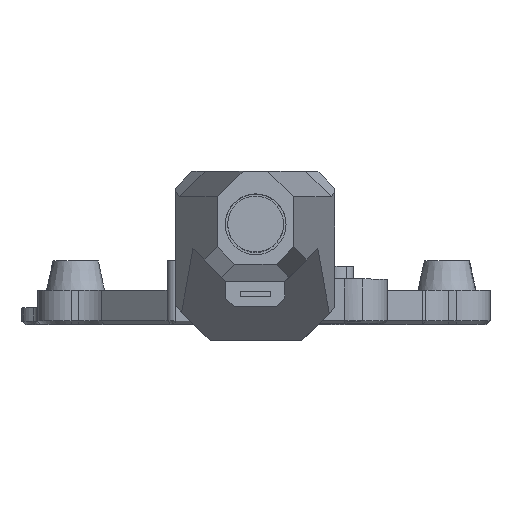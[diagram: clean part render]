
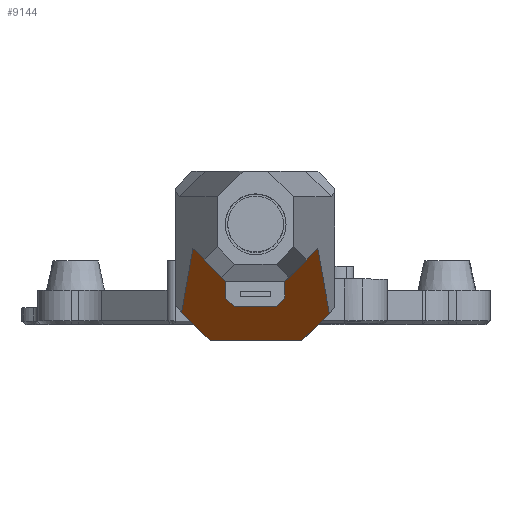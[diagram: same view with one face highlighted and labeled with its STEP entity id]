
A CAD part, top view. The second image highlights one B-rep face of the part: STEP entity #9144.
In plain terms, the highlighted planar face has unit normal (0, -0.707, 0.707).
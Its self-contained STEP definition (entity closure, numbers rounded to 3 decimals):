
#1048=FACE_OUTER_BOUND('',#1582,.T.);
#1582=EDGE_LOOP('',(#8218,#8219,#8220,#8221,#8222,#8223,#8224,#8225,#8226,
#8227,#8228,#8229));
#2398=LINE('',#15968,#3344);
#2411=LINE('',#15995,#3357);
#2548=LINE('',#16267,#3494);
#2550=LINE('',#16271,#3496);
#2555=LINE('',#16282,#3501);
#2558=LINE('',#16286,#3504);
#2559=LINE('',#16289,#3505);
#2560=LINE('',#16291,#3506);
#2561=LINE('',#16292,#3507);
#2562=LINE('',#16293,#3508);
#2563=LINE('',#16295,#3509);
#2564=LINE('',#16296,#3510);
#3344=VECTOR('',#12149,10.);
#3357=VECTOR('',#12172,10.);
#3494=VECTOR('',#12405,10.);
#3496=VECTOR('',#12409,10.);
#3501=VECTOR('',#12416,10.);
#3504=VECTOR('',#12421,10.);
#3505=VECTOR('',#12424,10.);
#3506=VECTOR('',#12425,10.);
#3507=VECTOR('',#12426,10.);
#3508=VECTOR('',#12427,10.);
#3509=VECTOR('',#12428,10.);
#3510=VECTOR('',#12429,10.);
#4258=VERTEX_POINT('',#15965);
#4259=VERTEX_POINT('',#15967);
#4267=VERTEX_POINT('',#15992);
#4268=VERTEX_POINT('',#15994);
#4354=VERTEX_POINT('',#16264);
#4355=VERTEX_POINT('',#16266);
#4356=VERTEX_POINT('',#16270);
#4360=VERTEX_POINT('',#16279);
#4361=VERTEX_POINT('',#16281);
#4362=VERTEX_POINT('',#16288);
#4363=VERTEX_POINT('',#16290);
#4364=VERTEX_POINT('',#16294);
#5504=EDGE_CURVE('',#4259,#4258,#2398,.F.);
#5518=EDGE_CURVE('',#4268,#4267,#2411,.T.);
#5655=EDGE_CURVE('',#4354,#4355,#2548,.F.);
#5657=EDGE_CURVE('',#4356,#4355,#2550,.T.);
#5662=EDGE_CURVE('',#4360,#4361,#2555,.F.);
#5665=EDGE_CURVE('',#4354,#4361,#2558,.T.);
#5666=EDGE_CURVE('',#4360,#4362,#2559,.T.);
#5667=EDGE_CURVE('',#4363,#4362,#2560,.F.);
#5668=EDGE_CURVE('',#4259,#4363,#2561,.T.);
#5669=EDGE_CURVE('',#4258,#4268,#2562,.T.);
#5670=EDGE_CURVE('',#4364,#4267,#2563,.T.);
#5671=EDGE_CURVE('',#4356,#4364,#2564,.F.);
#8218=ORIENTED_EDGE('',*,*,#5657,.T.);
#8219=ORIENTED_EDGE('',*,*,#5655,.F.);
#8220=ORIENTED_EDGE('',*,*,#5665,.T.);
#8221=ORIENTED_EDGE('',*,*,#5662,.F.);
#8222=ORIENTED_EDGE('',*,*,#5666,.T.);
#8223=ORIENTED_EDGE('',*,*,#5667,.F.);
#8224=ORIENTED_EDGE('',*,*,#5668,.F.);
#8225=ORIENTED_EDGE('',*,*,#5504,.T.);
#8226=ORIENTED_EDGE('',*,*,#5669,.T.);
#8227=ORIENTED_EDGE('',*,*,#5518,.T.);
#8228=ORIENTED_EDGE('',*,*,#5670,.F.);
#8229=ORIENTED_EDGE('',*,*,#5671,.F.);
#8650=PLANE('',#9951);
#9144=ADVANCED_FACE('',(#1048),#8650,.T.);
#9951=AXIS2_PLACEMENT_3D('',#16287,#12422,#12423);
#12149=DIRECTION('',(-0.577,0.577,0.577));
#12172=DIRECTION('',(0.577,0.577,0.577));
#12405=DIRECTION('',(-0.577,-0.577,-0.577));
#12409=DIRECTION('',(0.,-0.707,-0.707));
#12416=DIRECTION('',(-0.577,0.577,0.577));
#12421=DIRECTION('',(-1.,0.,0.));
#12422=DIRECTION('center_axis',(0.,-0.707,0.707));
#12423=DIRECTION('ref_axis',(1.,0.,0.));
#12424=DIRECTION('',(0.,0.707,0.707));
#12425=DIRECTION('',(-0.577,0.577,0.577));
#12426=DIRECTION('',(0.125,0.702,0.702));
#12427=DIRECTION('',(1.,0.,0.));
#12428=DIRECTION('',(0.125,-0.702,-0.702));
#12429=DIRECTION('',(-0.577,-0.577,-0.577));
#15965=CARTESIAN_POINT('',(-5.859,10.,105.969));
#15967=CARTESIAN_POINT('',(-9.221,13.362,109.332));
#15968=CARTESIAN_POINT('',(-4.447,8.589,104.558));
#15992=CARTESIAN_POINT('',(8.242,13.242,109.212));
#15994=CARTESIAN_POINT('',(5.,10.,105.969));
#15995=CARTESIAN_POINT('',(1.958,6.958,102.928));
#16264=CARTESIAN_POINT('',(2.,14.,109.969));
#16266=CARTESIAN_POINT('',(3.,15.,110.969));
#16267=CARTESIAN_POINT('',(1.292,13.292,109.261));
#16270=CARTESIAN_POINT('',(3.,17.,112.969));
#16271=CARTESIAN_POINT('',(3.,15.25,111.219));
#16279=CARTESIAN_POINT('',(-4.,15.,110.969));
#16281=CARTESIAN_POINT('',(-3.,14.,109.969));
#16282=CARTESIAN_POINT('',(-4.625,15.625,111.594));
#16286=CARTESIAN_POINT('',(-1.125,14.,109.969));
#16287=CARTESIAN_POINT('Origin',(-5.25,13.5,109.469));
#16288=CARTESIAN_POINT('',(-4.,17.,112.969));
#16289=CARTESIAN_POINT('',(-4.,14.5,110.469));
#16290=CARTESIAN_POINT('',(-7.879,20.879,116.848));
#16291=CARTESIAN_POINT('',(-1.875,14.875,110.844));
#16292=CARTESIAN_POINT('',(-8.262,18.731,114.7));
#16293=CARTESIAN_POINT('',(-5.25,10.,105.969));
#16294=CARTESIAN_POINT('',(6.879,20.879,116.848));
#16295=CARTESIAN_POINT('',(7.605,16.811,112.78));
#16296=CARTESIAN_POINT('',(-0.708,13.292,109.261));
